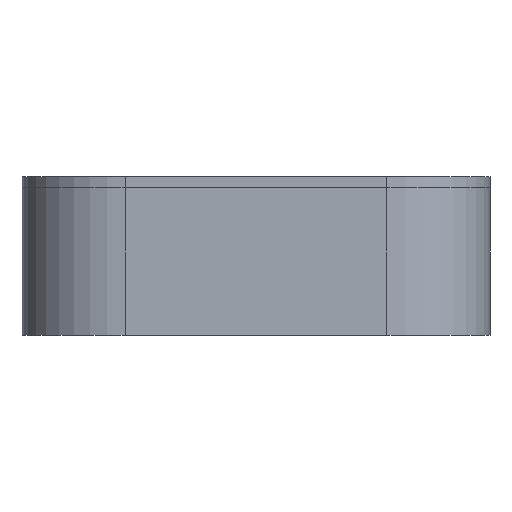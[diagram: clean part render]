
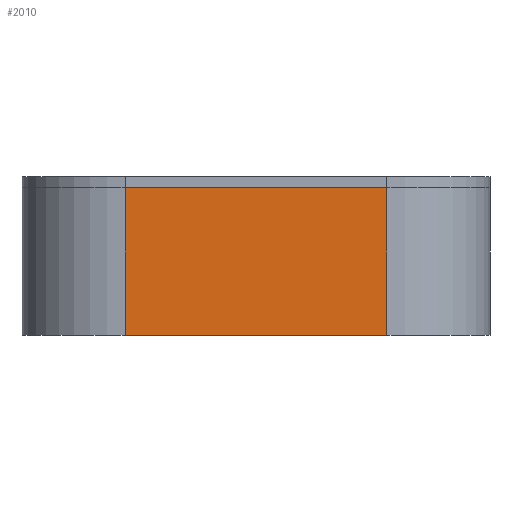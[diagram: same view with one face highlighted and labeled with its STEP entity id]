
A CAD part, left-side view. The second image highlights one B-rep face of the part: STEP entity #2010.
In plain terms, the highlighted planar face has unit normal (-1, 0, 0).
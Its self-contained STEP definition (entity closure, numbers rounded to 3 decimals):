
#173=PLANE('',#2226);
#259=FACE_OUTER_BOUND('',#432,.T.);
#432=EDGE_LOOP('',(#1794,#1795,#1796,#1797));
#531=LINE('',#3149,#699);
#608=LINE('',#3333,#776);
#609=LINE('',#3336,#777);
#612=LINE('',#3355,#780);
#699=VECTOR('',#2578,10.);
#776=VECTOR('',#2735,10.);
#777=VECTOR('',#2738,10.);
#780=VECTOR('',#2757,10.);
#1000=VERTEX_POINT('',#3146);
#1001=VERTEX_POINT('',#3148);
#1068=VERTEX_POINT('',#3331);
#1069=VERTEX_POINT('',#3335);
#1224=EDGE_CURVE('',#1000,#1001,#531,.F.);
#1317=EDGE_CURVE('',#1001,#1068,#608,.T.);
#1318=EDGE_CURVE('',#1068,#1069,#609,.T.);
#1328=EDGE_CURVE('',#1069,#1000,#612,.T.);
#1794=ORIENTED_EDGE('',*,*,#1317,.F.);
#1795=ORIENTED_EDGE('',*,*,#1224,.F.);
#1796=ORIENTED_EDGE('',*,*,#1328,.F.);
#1797=ORIENTED_EDGE('',*,*,#1318,.F.);
#2010=ADVANCED_FACE('',(#259),#173,.T.);
#2226=AXIS2_PLACEMENT_3D('',#3354,#2755,#2756);
#2578=DIRECTION('',(0.,1.,0.));
#2735=DIRECTION('',(0.,0.,-1.));
#2738=DIRECTION('',(0.,1.,0.));
#2755=DIRECTION('center_axis',(-1.,0.,0.));
#2756=DIRECTION('ref_axis',(0.,1.,0.));
#2757=DIRECTION('',(0.,0.,1.));
#3146=CARTESIAN_POINT('',(-175.,32.,0.));
#3148=CARTESIAN_POINT('',(-175.,-39.,0.));
#3149=CARTESIAN_POINT('',(-175.,-47.5,0.));
#3331=CARTESIAN_POINT('',(-175.,-39.,-40.));
#3333=CARTESIAN_POINT('',(-175.,-39.,0.));
#3335=CARTESIAN_POINT('',(-175.,32.,-40.));
#3336=CARTESIAN_POINT('',(-175.,-47.5,-40.));
#3354=CARTESIAN_POINT('Origin',(-175.,-67.,0.));
#3355=CARTESIAN_POINT('',(-175.,32.,0.));
